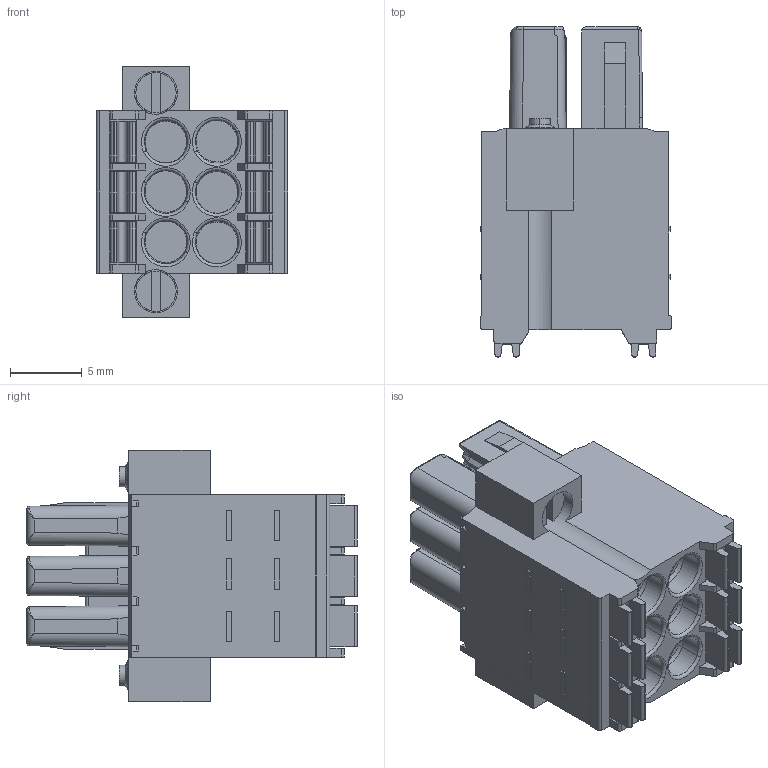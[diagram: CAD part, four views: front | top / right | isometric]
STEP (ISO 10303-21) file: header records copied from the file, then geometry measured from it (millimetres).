
FILE_DESCRIPTION((''),'2;1');
FILE_NAME('TLPSDW-010-1','2024-09-25T15:46:41',('sheji109'),(''),'CREO PARAMETRIC BY PTC INC, 2018100','CREO PARAMETRIC BY PTC INC, 2018100','');
FILE_SCHEMA(('CONFIG_CONTROL_DESIGN'));
Length unit declared in the file: millimetre
Products named in the file (1): TLPSDW-010-1
Bounding box: 13.31 x 22.95 x 17.5 mm (x, y, z)
Volume: 2598.9 mm3; surface area: 2134 mm2
Topology: 1 solids, 1 shells, 675 faces, 1806 edges, 1169 vertices
Faces by surface type: plane 394, cylinder 169, bspline 58, cone 28, torus 26
Entity records: 23895 total; most frequent: CARTESIAN_POINT 7624, ORIENTED_EDGE 3612, DIRECTION 3003, EDGE_CURVE 1806, VERTEX_POINT 1169, VECTOR 1167, LINE 1167, AXIS2_PLACEMENT_3D 918
